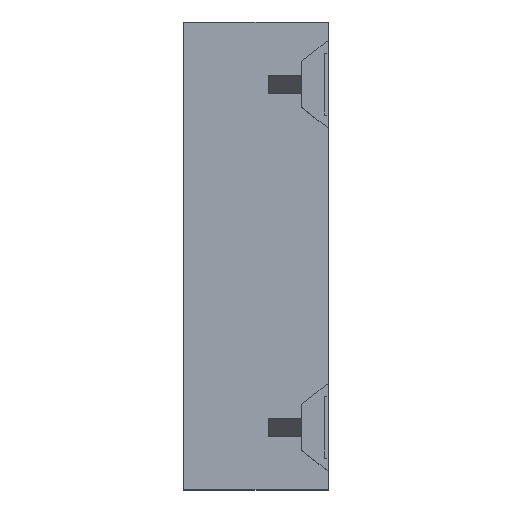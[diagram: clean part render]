
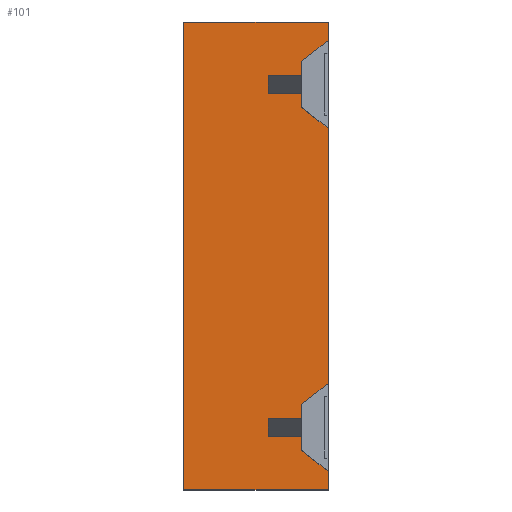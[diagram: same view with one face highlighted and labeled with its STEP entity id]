
A CAD part, top view. The second image highlights one B-rep face of the part: STEP entity #101.
In plain terms, the highlighted planar face has unit normal (0, 0, 1).
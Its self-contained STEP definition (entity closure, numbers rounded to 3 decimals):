
#101=ADVANCED_FACE('',(#157),#129,.F.);
#129=PLANE('',#656);
#157=FACE_OUTER_BOUND('',#185,.T.);
#185=EDGE_LOOP('',(#247,#248,#249,#250,#251,#252,#253,#254,#255,#256,#257,
#258,#259,#260,#261,#262,#263,#264,#265,#266));
#247=ORIENTED_EDGE('',*,*,#446,.F.);
#248=ORIENTED_EDGE('',*,*,#447,.T.);
#249=ORIENTED_EDGE('',*,*,#448,.F.);
#250=ORIENTED_EDGE('',*,*,#429,.T.);
#251=ORIENTED_EDGE('',*,*,#449,.F.);
#252=ORIENTED_EDGE('',*,*,#450,.T.);
#253=ORIENTED_EDGE('',*,*,#451,.T.);
#254=ORIENTED_EDGE('',*,*,#452,.F.);
#255=ORIENTED_EDGE('',*,*,#453,.F.);
#256=ORIENTED_EDGE('',*,*,#454,.T.);
#257=ORIENTED_EDGE('',*,*,#455,.F.);
#258=ORIENTED_EDGE('',*,*,#421,.T.);
#259=ORIENTED_EDGE('',*,*,#445,.T.);
#260=ORIENTED_EDGE('',*,*,#443,.T.);
#261=ORIENTED_EDGE('',*,*,#438,.T.);
#262=ORIENTED_EDGE('',*,*,#436,.T.);
#263=ORIENTED_EDGE('',*,*,#456,.F.);
#264=ORIENTED_EDGE('',*,*,#457,.T.);
#265=ORIENTED_EDGE('',*,*,#458,.T.);
#266=ORIENTED_EDGE('',*,*,#459,.T.);
#369=VERTEX_POINT('',#828);
#370=VERTEX_POINT('',#830);
#377=VERTEX_POINT('',#844);
#378=VERTEX_POINT('',#846);
#383=VERTEX_POINT('',#857);
#384=VERTEX_POINT('',#859);
#385=VERTEX_POINT('',#863);
#388=VERTEX_POINT('',#873);
#389=VERTEX_POINT('',#879);
#390=VERTEX_POINT('',#880);
#391=VERTEX_POINT('',#882);
#392=VERTEX_POINT('',#885);
#393=VERTEX_POINT('',#887);
#394=VERTEX_POINT('',#889);
#395=VERTEX_POINT('',#891);
#396=VERTEX_POINT('',#893);
#397=VERTEX_POINT('',#895);
#398=VERTEX_POINT('',#898);
#399=VERTEX_POINT('',#900);
#400=VERTEX_POINT('',#902);
#421=EDGE_CURVE('',#370,#369,#499,.T.);
#429=EDGE_CURVE('',#378,#377,#507,.T.);
#436=EDGE_CURVE('',#384,#383,#514,.T.);
#438=EDGE_CURVE('',#385,#384,#516,.T.);
#443=EDGE_CURVE('',#388,#385,#521,.T.);
#445=EDGE_CURVE('',#369,#388,#523,.T.);
#446=EDGE_CURVE('',#389,#390,#524,.T.);
#447=EDGE_CURVE('',#389,#391,#525,.T.);
#448=EDGE_CURVE('',#378,#391,#526,.T.);
#449=EDGE_CURVE('',#392,#377,#527,.T.);
#450=EDGE_CURVE('',#392,#393,#528,.T.);
#451=EDGE_CURVE('',#393,#394,#529,.T.);
#452=EDGE_CURVE('',#395,#394,#530,.T.);
#453=EDGE_CURVE('',#396,#395,#531,.T.);
#454=EDGE_CURVE('',#396,#397,#532,.T.);
#455=EDGE_CURVE('',#370,#397,#533,.T.);
#456=EDGE_CURVE('',#398,#383,#534,.T.);
#457=EDGE_CURVE('',#398,#399,#535,.T.);
#458=EDGE_CURVE('',#399,#400,#536,.T.);
#459=EDGE_CURVE('',#400,#390,#537,.T.);
#499=LINE('',#829,#577);
#507=LINE('',#845,#585);
#514=LINE('',#858,#592);
#516=LINE('',#862,#594);
#521=LINE('',#872,#599);
#523=LINE('',#876,#601);
#524=LINE('',#878,#602);
#525=LINE('',#881,#603);
#526=LINE('',#883,#604);
#527=LINE('',#884,#605);
#528=LINE('',#886,#606);
#529=LINE('',#888,#607);
#530=LINE('',#890,#608);
#531=LINE('',#892,#609);
#532=LINE('',#894,#610);
#533=LINE('',#896,#611);
#534=LINE('',#897,#612);
#535=LINE('',#899,#613);
#536=LINE('',#901,#614);
#537=LINE('',#903,#615);
#577=VECTOR('',#688,1.);
#585=VECTOR('',#696,1.);
#592=VECTOR('',#703,1.);
#594=VECTOR('',#707,1.);
#599=VECTOR('',#716,1.);
#601=VECTOR('',#720,1.);
#602=VECTOR('',#723,1.);
#603=VECTOR('',#724,1.);
#604=VECTOR('',#725,1.);
#605=VECTOR('',#726,1.);
#606=VECTOR('',#727,1.);
#607=VECTOR('',#728,1.);
#608=VECTOR('',#729,1.);
#609=VECTOR('',#730,1.);
#610=VECTOR('',#731,1.);
#611=VECTOR('',#732,1.);
#612=VECTOR('',#733,1.);
#613=VECTOR('',#734,1.);
#614=VECTOR('',#735,1.);
#615=VECTOR('',#736,1.);
#656=AXIS2_PLACEMENT_3D('',#904,#737,#738);
#688=DIRECTION('',(0.,1.,0.));
#696=DIRECTION('',(0.,1.,0.));
#703=DIRECTION('',(0.,1.,0.));
#707=DIRECTION('',(1.,0.,0.));
#716=DIRECTION('',(0.,-1.,0.));
#720=DIRECTION('',(-1.,0.,0.));
#723=DIRECTION('',(-1.,0.,0.));
#724=DIRECTION('',(0.,1.,0.));
#725=DIRECTION('',(-0.781,-0.625,0.));
#726=DIRECTION('',(0.781,-0.625,0.));
#727=DIRECTION('',(0.,1.,0.));
#728=DIRECTION('',(-1.,0.,0.));
#729=DIRECTION('',(0.,-1.,0.));
#730=DIRECTION('',(-1.,0.,0.));
#731=DIRECTION('',(0.,1.,0.));
#732=DIRECTION('',(-0.781,-0.625,0.));
#733=DIRECTION('',(0.781,-0.625,0.));
#734=DIRECTION('',(0.,1.,0.));
#735=DIRECTION('',(-1.,0.,0.));
#736=DIRECTION('',(0.,1.,0.));
#737=DIRECTION('',(0.,0.,-1.));
#738=DIRECTION('',(0.,-1.,0.));
#828=CARTESIAN_POINT('',(-42.85,16.95,5.4));
#829=CARTESIAN_POINT('',(-42.85,15.9,5.4));
#830=CARTESIAN_POINT('',(-42.85,15.9,5.4));
#844=CARTESIAN_POINT('',(-42.85,10.9,5.4));
#845=CARTESIAN_POINT('',(-42.85,-3.6,5.4));
#846=CARTESIAN_POINT('',(-42.85,-3.6,5.4));
#857=CARTESIAN_POINT('',(-42.85,-8.6,5.4));
#858=CARTESIAN_POINT('',(-42.85,-9.05,5.4));
#859=CARTESIAN_POINT('',(-42.85,-9.65,5.4));
#862=CARTESIAN_POINT('',(-62.35,-9.65,5.4));
#863=CARTESIAN_POINT('',(-51.05,-9.65,5.4));
#872=CARTESIAN_POINT('',(-51.05,16.95,5.4));
#873=CARTESIAN_POINT('',(-51.05,16.95,5.4));
#876=CARTESIAN_POINT('',(-44.05,16.95,5.4));
#878=CARTESIAN_POINT('',(-44.35,-5.6,5.4));
#879=CARTESIAN_POINT('',(-44.35,-5.6,5.4));
#880=CARTESIAN_POINT('',(-46.25,-5.6,5.4));
#881=CARTESIAN_POINT('',(-44.35,-5.6,5.4));
#882=CARTESIAN_POINT('',(-44.35,-4.8,5.4));
#883=CARTESIAN_POINT('',(-42.85,-3.6,5.4));
#884=CARTESIAN_POINT('',(-44.35,12.1,5.4));
#885=CARTESIAN_POINT('',(-44.35,12.1,5.4));
#886=CARTESIAN_POINT('',(-44.35,12.1,5.4));
#887=CARTESIAN_POINT('',(-44.35,12.9,5.4));
#888=CARTESIAN_POINT('',(-44.35,12.9,5.4));
#889=CARTESIAN_POINT('',(-46.25,12.9,5.4));
#890=CARTESIAN_POINT('',(-46.25,13.9,5.4));
#891=CARTESIAN_POINT('',(-46.25,13.9,5.4));
#892=CARTESIAN_POINT('',(-44.35,13.9,5.4));
#893=CARTESIAN_POINT('',(-44.35,13.9,5.4));
#894=CARTESIAN_POINT('',(-44.35,13.9,5.4));
#895=CARTESIAN_POINT('',(-44.35,14.7,5.4));
#896=CARTESIAN_POINT('',(-42.85,15.9,5.4));
#897=CARTESIAN_POINT('',(-44.35,-7.4,5.4));
#898=CARTESIAN_POINT('',(-44.35,-7.4,5.4));
#899=CARTESIAN_POINT('',(-44.35,-7.4,5.4));
#900=CARTESIAN_POINT('',(-44.35,-6.6,5.4));
#901=CARTESIAN_POINT('',(-44.35,-6.6,5.4));
#902=CARTESIAN_POINT('',(-46.25,-6.6,5.4));
#903=CARTESIAN_POINT('',(-46.25,-6.6,5.4));
#904=CARTESIAN_POINT('',(-62.35,-9.75,5.4));
